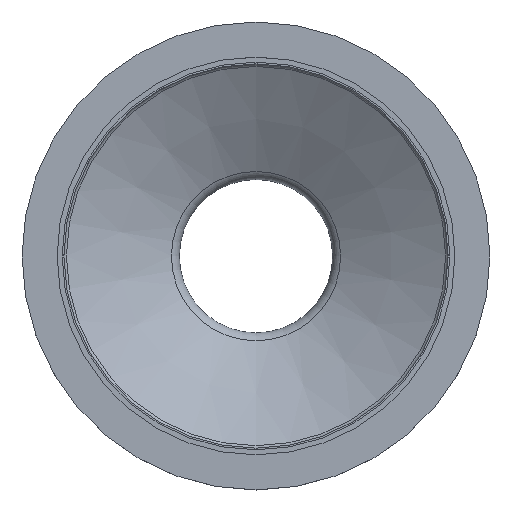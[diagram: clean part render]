
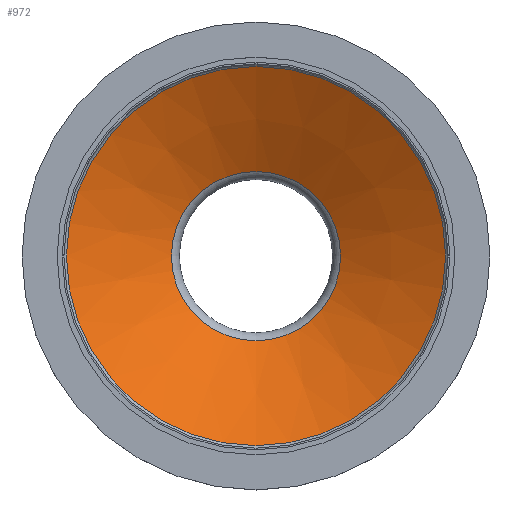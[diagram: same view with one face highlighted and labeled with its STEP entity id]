
A CAD part, top view. The second image highlights one B-rep face of the part: STEP entity #972.
In plain terms, the highlighted conical face has half-angle 60.53 degrees and reference radius 72.935 mm.
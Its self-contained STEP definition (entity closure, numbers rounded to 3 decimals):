
#74 = EDGE_CURVE ( 'NONE', #487, #487, #234, .T. ) ;
#134 = DIRECTION ( 'NONE',  ( 0., 0., 1. ) ) ;
#156 = ORIENTED_EDGE ( 'NONE', *, *, #74, .F. ) ;
#234 = CIRCLE ( 'NONE', #363, 72.935 ) ;
#298 = EDGE_CURVE ( 'NONE', #723, #723, #403, .T. ) ;
#335 = EDGE_LOOP ( 'NONE', ( #156 ) ) ;
#360 = CARTESIAN_POINT ( 'NONE',  ( 34.476, 0., -32.548 ) ) ;
#362 = DIRECTION ( 'NONE',  ( 0., 0., -1. ) ) ;
#363 = AXIS2_PLACEMENT_3D ( 'NONE', #572, #757, #362 ) ;
#385 = AXIS2_PLACEMENT_3D ( 'NONE', #429, #732, #730 ) ;
#403 = CIRCLE ( 'NONE', #385, 32.548 ) ;
#429 = CARTESIAN_POINT ( 'NONE',  ( 34.476, 0., 0. ) ) ;
#487 = VERTEX_POINT ( 'NONE', #1044 ) ;
#494 = AXIS2_PLACEMENT_3D ( 'NONE', #532, #866, #134 ) ;
#532 = CARTESIAN_POINT ( 'NONE',  ( 11.654, 0., 0. ) ) ;
#572 = CARTESIAN_POINT ( 'NONE',  ( 11.654, 0., 0. ) ) ;
#663 = FACE_OUTER_BOUND ( 'NONE', #335, .T. ) ;
#711 = EDGE_LOOP ( 'NONE', ( #1127 ) ) ;
#723 = VERTEX_POINT ( 'NONE', #360 ) ;
#730 = DIRECTION ( 'NONE',  ( 0., 0., -1. ) ) ;
#732 = DIRECTION ( 'NONE',  ( 1., 0., 0. ) ) ;
#756 = CONICAL_SURFACE ( 'NONE', #494, 72.935, 1.056 ) ;
#757 = DIRECTION ( 'NONE',  ( 1., 0., 0. ) ) ;
#866 = DIRECTION ( 'NONE',  ( -1., 0., 0. ) ) ;
#972 = ADVANCED_FACE ( 'NONE', ( #1032, #663 ), #756, .F. ) ;
#1032 = FACE_BOUND ( 'NONE', #711, .T. ) ;
#1044 = CARTESIAN_POINT ( 'NONE',  ( 11.654, 0., -72.935 ) ) ;
#1127 = ORIENTED_EDGE ( 'NONE', *, *, #298, .T. ) ;
